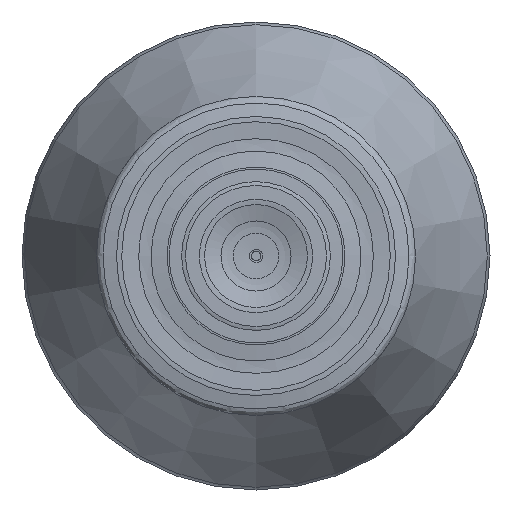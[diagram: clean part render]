
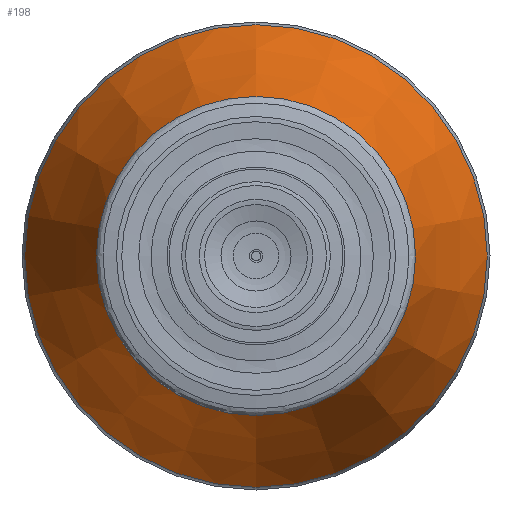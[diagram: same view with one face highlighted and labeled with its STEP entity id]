
A CAD part, left-side view. The second image highlights one B-rep face of the part: STEP entity #198.
In plain terms, the highlighted conical face has half-angle 23.806 degrees and reference radius 21.745 mm.
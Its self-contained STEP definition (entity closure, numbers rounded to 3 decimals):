
#176=CONICAL_SURFACE('',#784,21.745,23.806);
#198=ADVANCED_FACE('',(#277,#278),#176,.T.);
#277=FACE_BOUND('',#386,.T.);
#278=FACE_BOUND('',#387,.T.);
#386=EDGE_LOOP('',(#498));
#387=EDGE_LOOP('',(#499));
#498=ORIENTED_EDGE('',*,*,#652,.T.);
#499=ORIENTED_EDGE('',*,*,#651,.F.);
#595=VERTEX_POINT('',#1098);
#596=VERTEX_POINT('',#1101);
#651=EDGE_CURVE('',#595,#595,#707,.T.);
#652=EDGE_CURVE('',#596,#596,#708,.T.);
#707=CIRCLE('',#781,21.745);
#708=CIRCLE('',#783,14.925);
#781=AXIS2_PLACEMENT_3D('',#1097,#893,#894);
#783=AXIS2_PLACEMENT_3D('',#1100,#897,#898);
#784=AXIS2_PLACEMENT_3D('',#1102,#899,#900);
#893=DIRECTION('',(1.,0.,0.));
#894=DIRECTION('',(0.,0.,1.));
#897=DIRECTION('',(1.,0.,0.));
#898=DIRECTION('',(0.,0.,1.));
#899=DIRECTION('',(1.,0.,0.));
#900=DIRECTION('',(0.,0.,-1.));
#1097=CARTESIAN_POINT('',(111.421,0.,0.));
#1098=CARTESIAN_POINT('',(111.421,0.,21.745));
#1100=CARTESIAN_POINT('',(95.964,0.,0.));
#1101=CARTESIAN_POINT('',(95.964,0.,14.925));
#1102=CARTESIAN_POINT('',(111.421,0.,0.));
